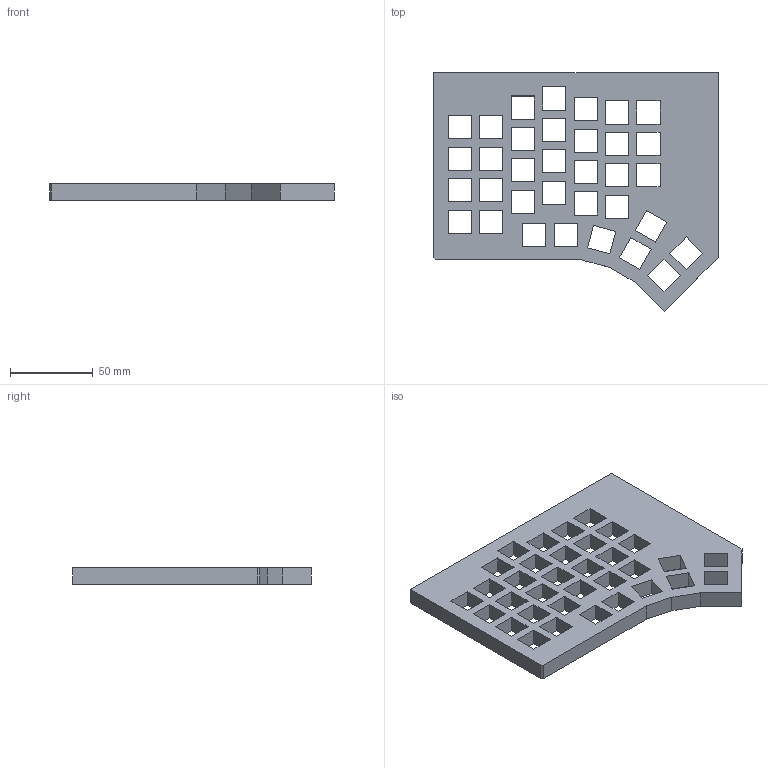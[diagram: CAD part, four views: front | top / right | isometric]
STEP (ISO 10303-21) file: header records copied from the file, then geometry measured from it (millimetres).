
FILE_DESCRIPTION(('Open CASCADE Model'),'2;1');
FILE_NAME('Open CASCADE Shape Model','2022-06-05T14:08:40',('Author'),( 'Open CASCADE'),'Open CASCADE STEP processor 7.4','Open CASCADE 7.4' ,'Unknown');
FILE_SCHEMA(('AUTOMOTIVE_DESIGN { 1 0 10303 214 1 1 1 1 }'));
Length unit declared in the file: millimetre
Products named in the file (1): Open CASCADE STEP translator 7.4 2
Bounding box: 172 x 144.53 x 10 mm (x, y, z)
Volume: 138755.3 mm3; surface area: 52715.5 mm2
Topology: 1 solids, 1 shells, 147 faces, 435 edges, 290 vertices
Faces by surface type: plane 147
Entity records: 10610 total; most frequent: CARTESIAN_POINT 1743, DIRECTION 1601, LINE 1305, VECTOR 1305, ORIENTED_EDGE 870, PCURVE 870, DEFINITIONAL_REPRESENTATION 870, EDGE_CURVE 435
